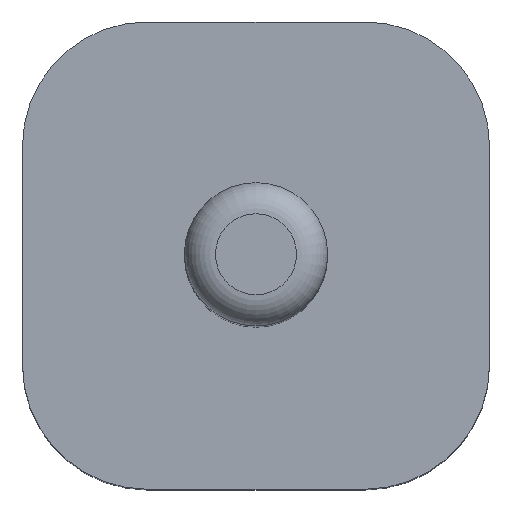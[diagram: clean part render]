
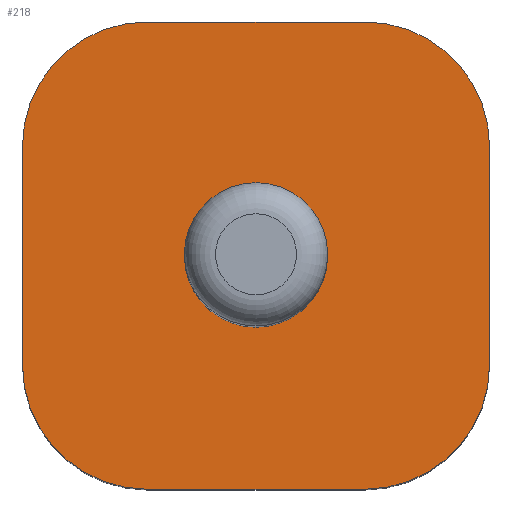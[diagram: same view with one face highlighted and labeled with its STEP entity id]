
A CAD part, top view. The second image highlights one B-rep face of the part: STEP entity #218.
In plain terms, the highlighted planar face has unit normal (0, 0, 1).
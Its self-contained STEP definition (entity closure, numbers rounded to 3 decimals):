
#15=FACE_BOUND('',#81,.T.);
#18=PLANE('',#252);
#26=LINE('',#362,#43);
#29=LINE('',#368,#46);
#30=LINE('',#372,#47);
#31=LINE('',#376,#48);
#43=VECTOR('',#295,10.);
#46=VECTOR('',#300,10.);
#47=VECTOR('',#303,10.);
#48=VECTOR('',#306,10.);
#67=FACE_OUTER_BOUND('',#80,.T.);
#80=EDGE_LOOP('',(#171,#172,#173,#174,#175,#176,#177,#178));
#81=EDGE_LOOP('',(#179));
#93=CIRCLE('',#246,2.3);
#94=CIRCLE('',#249,4.);
#96=CIRCLE('',#253,4.);
#97=CIRCLE('',#254,4.);
#98=CIRCLE('',#255,4.);
#105=VERTEX_POINT('',#347);
#106=VERTEX_POINT('',#352);
#107=VERTEX_POINT('',#353);
#110=VERTEX_POINT('',#361);
#112=VERTEX_POINT('',#367);
#113=VERTEX_POINT('',#369);
#114=VERTEX_POINT('',#371);
#115=VERTEX_POINT('',#373);
#116=VERTEX_POINT('',#375);
#127=EDGE_CURVE('',#105,#105,#93,.F.);
#128=EDGE_CURVE('',#106,#107,#94,.T.);
#132=EDGE_CURVE('',#110,#107,#26,.T.);
#135=EDGE_CURVE('',#106,#112,#29,.T.);
#136=EDGE_CURVE('',#113,#112,#96,.T.);
#137=EDGE_CURVE('',#113,#114,#30,.T.);
#138=EDGE_CURVE('',#115,#114,#97,.T.);
#139=EDGE_CURVE('',#115,#116,#31,.T.);
#140=EDGE_CURVE('',#110,#116,#98,.T.);
#171=ORIENTED_EDGE('',*,*,#128,.F.);
#172=ORIENTED_EDGE('',*,*,#135,.T.);
#173=ORIENTED_EDGE('',*,*,#136,.F.);
#174=ORIENTED_EDGE('',*,*,#137,.T.);
#175=ORIENTED_EDGE('',*,*,#138,.F.);
#176=ORIENTED_EDGE('',*,*,#139,.T.);
#177=ORIENTED_EDGE('',*,*,#140,.F.);
#178=ORIENTED_EDGE('',*,*,#132,.T.);
#179=ORIENTED_EDGE('',*,*,#127,.F.);
#218=ADVANCED_FACE('',(#67,#15),#18,.T.);
#246=AXIS2_PLACEMENT_3D('',#349,#281,#282);
#249=AXIS2_PLACEMENT_3D('',#354,#287,#288);
#252=AXIS2_PLACEMENT_3D('',#366,#298,#299);
#253=AXIS2_PLACEMENT_3D('',#370,#301,#302);
#254=AXIS2_PLACEMENT_3D('',#374,#304,#305);
#255=AXIS2_PLACEMENT_3D('',#377,#307,#308);
#281=DIRECTION('center_axis',(0.,0.,-1.));
#282=DIRECTION('ref_axis',(1.,0.,0.));
#287=DIRECTION('center_axis',(0.,0.,-1.));
#288=DIRECTION('ref_axis',(-0.707,-0.707,0.));
#295=DIRECTION('',(0.,-1.,0.));
#298=DIRECTION('center_axis',(0.,0.,1.));
#299=DIRECTION('ref_axis',(1.,0.,0.));
#300=DIRECTION('',(1.,0.,0.));
#301=DIRECTION('center_axis',(0.,0.,-1.));
#302=DIRECTION('ref_axis',(0.707,-0.707,0.));
#303=DIRECTION('',(0.,1.,0.));
#304=DIRECTION('center_axis',(0.,0.,-1.));
#305=DIRECTION('ref_axis',(0.707,0.707,0.));
#306=DIRECTION('',(-1.,0.,0.));
#307=DIRECTION('center_axis',(0.,0.,-1.));
#308=DIRECTION('ref_axis',(-0.707,0.707,0.));
#347=CARTESIAN_POINT('',(115.2,-92.5,15.));
#349=CARTESIAN_POINT('Origin',(117.5,-92.5,15.));
#352=CARTESIAN_POINT('',(114.,-100.,15.));
#353=CARTESIAN_POINT('',(110.,-96.,15.));
#354=CARTESIAN_POINT('Origin',(114.,-96.,15.));
#361=CARTESIAN_POINT('',(110.,-89.,15.));
#362=CARTESIAN_POINT('',(110.,-100.,15.));
#366=CARTESIAN_POINT('Origin',(117.5,-92.5,15.));
#367=CARTESIAN_POINT('',(121.,-100.,15.));
#368=CARTESIAN_POINT('',(125.,-100.,15.));
#369=CARTESIAN_POINT('',(125.,-96.,15.));
#370=CARTESIAN_POINT('Origin',(121.,-96.,15.));
#371=CARTESIAN_POINT('',(125.,-89.,15.));
#372=CARTESIAN_POINT('',(125.,-85.,15.));
#373=CARTESIAN_POINT('',(121.,-85.,15.));
#374=CARTESIAN_POINT('Origin',(121.,-89.,15.));
#375=CARTESIAN_POINT('',(114.,-85.,15.));
#376=CARTESIAN_POINT('',(110.,-85.,15.));
#377=CARTESIAN_POINT('Origin',(114.,-89.,15.));
